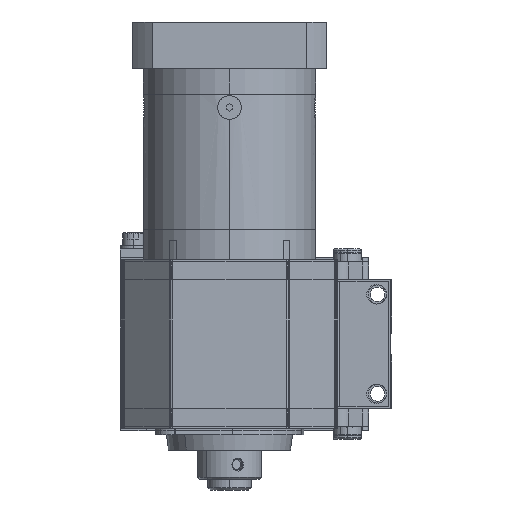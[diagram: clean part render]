
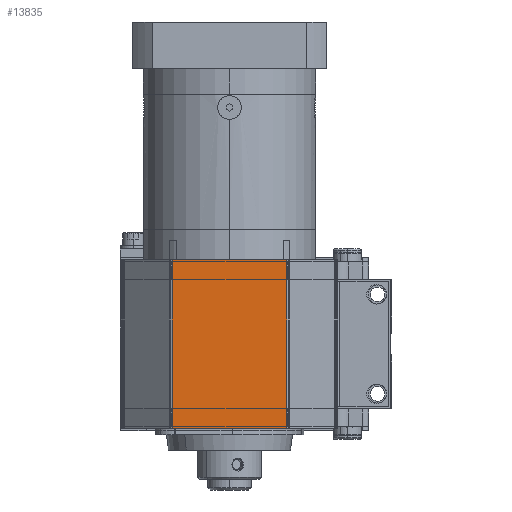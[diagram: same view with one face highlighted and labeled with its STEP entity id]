
A CAD part, left-side view. The second image highlights one B-rep face of the part: STEP entity #13835.
In plain terms, the highlighted face is planar.
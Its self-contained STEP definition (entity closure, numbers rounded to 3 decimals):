
#1641 = CARTESIAN_POINT ( 'NONE',  ( 103., 100.738, 78. ) ) ;
#1643 = PLANE ( 'NONE',  #44009 ) ;
#1645 = DIRECTION ( 'NONE',  ( -1., 0., 0. ) ) ;
#1646 = DIRECTION ( 'NONE',  ( 0., 0., 1. ) ) ;
#2632 = CARTESIAN_POINT ( 'NONE',  ( 103., 99.909, 78. ) ) ;
#2649 = CARTESIAN_POINT ( 'NONE',  ( 103., 99.909, 0. ) ) ;
#3509 = CARTESIAN_POINT ( 'NONE',  ( 103., 47.081, 0. ) ) ;
#11010 = VERTEX_POINT ( 'NONE', #3509 ) ;
#11017 = VERTEX_POINT ( 'NONE', #15923 ) ;
#11022 = VERTEX_POINT ( 'NONE', #2649 ) ;
#11027 = VERTEX_POINT ( 'NONE', #2632 ) ;
#13835 = ADVANCED_FACE ( 'NONE', ( #42079 ), #1643, .F. ) ;
#15923 = CARTESIAN_POINT ( 'NONE',  ( 103., 47.081, 78. ) ) ;
#16105 = ORIENTED_EDGE ( 'NONE', *, *, #46553, .T. ) ;
#16106 = ORIENTED_EDGE ( 'NONE', *, *, #46500, .F. ) ;
#16107 = ORIENTED_EDGE ( 'NONE', *, *, #46554, .F. ) ;
#16108 = ORIENTED_EDGE ( 'NONE', *, *, #46519, .T. ) ;
#42079 = FACE_OUTER_BOUND ( 'NONE', #61802, .T. ) ;
#44009 = AXIS2_PLACEMENT_3D ( 'NONE', #1641, #1645, #1646 ) ;
#46500 = EDGE_CURVE ( 'NONE', #11017, #11027, #49821, .T. ) ;
#46519 = EDGE_CURVE ( 'NONE', #11010, #11022, #49852, .T. ) ;
#46553 = EDGE_CURVE ( 'NONE', #11017, #11010, #49917, .T. ) ;
#46554 = EDGE_CURVE ( 'NONE', #11027, #11022, #49919, .T. ) ;
#49821 = LINE ( 'NONE', #51258, #49824 ) ;
#49824 = VECTOR ( 'NONE', #51250, 1000. ) ;
#49852 = LINE ( 'NONE', #51317, #49856 ) ;
#49856 = VECTOR ( 'NONE', #51314, 1000. ) ;
#49917 = LINE ( 'NONE', #51419, #49920 ) ;
#49919 = LINE ( 'NONE', #51421, #49922 ) ;
#49920 = VECTOR ( 'NONE', #51420, 1000. ) ;
#49922 = VECTOR ( 'NONE', #51422, 1000. ) ;
#51250 = DIRECTION ( 'NONE',  ( 0., 1., 0. ) ) ;
#51258 = CARTESIAN_POINT ( 'NONE',  ( 103., 100.738, 78. ) ) ;
#51314 = DIRECTION ( 'NONE',  ( 0., 1., 0. ) ) ;
#51317 = CARTESIAN_POINT ( 'NONE',  ( 103., 100.738, 0. ) ) ;
#51419 = CARTESIAN_POINT ( 'NONE',  ( 103., 47.081, 78. ) ) ;
#51420 = DIRECTION ( 'NONE',  ( 0., 0., -1. ) ) ;
#51421 = CARTESIAN_POINT ( 'NONE',  ( 103., 99.909, 78. ) ) ;
#51422 = DIRECTION ( 'NONE',  ( 0., 0., -1. ) ) ;
#61802 = EDGE_LOOP ( 'NONE', ( #16108, #16107, #16106, #16105 ) ) ;
